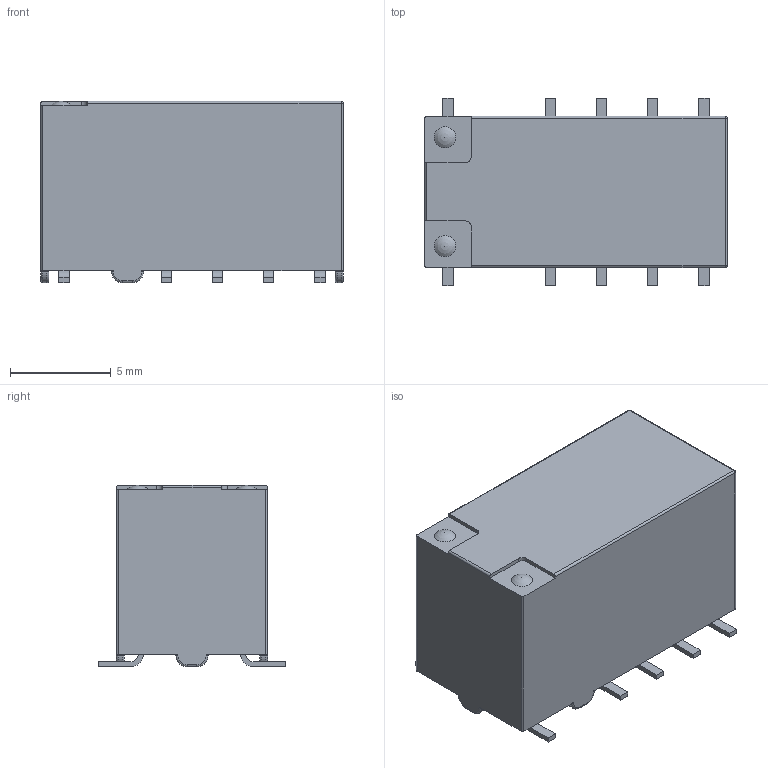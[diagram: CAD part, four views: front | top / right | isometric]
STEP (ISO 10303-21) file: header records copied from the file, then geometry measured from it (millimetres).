
FILE_DESCRIPTION(('FreeCAD Model'),'2;1');
FILE_NAME('Open CASCADE Shape Model','2025-01-27T17:52:40',(''),(''), 'Open CASCADE STEP processor 7.7','FreeCAD','Unknown');
FILE_SCHEMA(('AUTOMOTIVE_DESIGN { 1 0 10303 214 1 1 1 1 }'));
Length unit declared in the file: millimetre
Products named in the file (12): HFD3_SMD_10C; Pad3; Pad4; Pad5; Pad6; Pad12; Pad1; Pad10; Pad9; Pad8; Pad7; HFD3-body-003
Assembly tree (11 placements, depth 2):
  HFD3_SMD_10C
    Pad3
    Pad4
    Pad5
    Pad6
    Pad12
    Pad1
    Pad10
    Pad9
    Pad8
    Pad7
    HFD3-body-003
Bounding box: 15 x 9.3 x 9 mm (x, y, z)
Volume: 928.9 mm3; surface area: 659.3 mm2
Topology: 11 solids, 11 shells, 198 faces, 504 edges, 326 vertices
Faces by surface type: plane 112, cylinder 66, torus 16, sphere 4
Entity records: 6237 total; most frequent: DIRECTION 1068, CARTESIAN_POINT 1036, ORIENTED_EDGE 1000, EDGE_CURVE 500, AXIS2_PLACEMENT_3D 358, LINE 352, VECTOR 352, VERTEX_POINT 326
